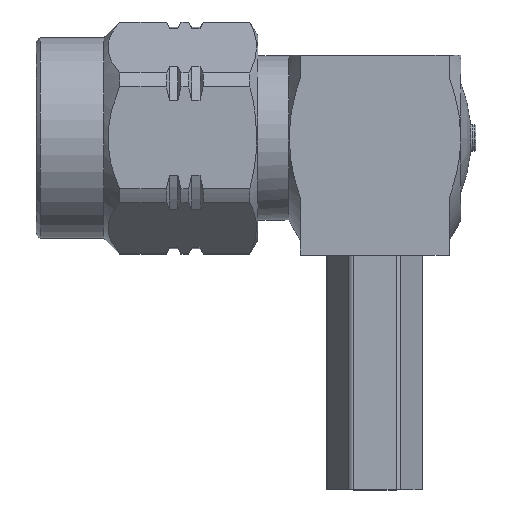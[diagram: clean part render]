
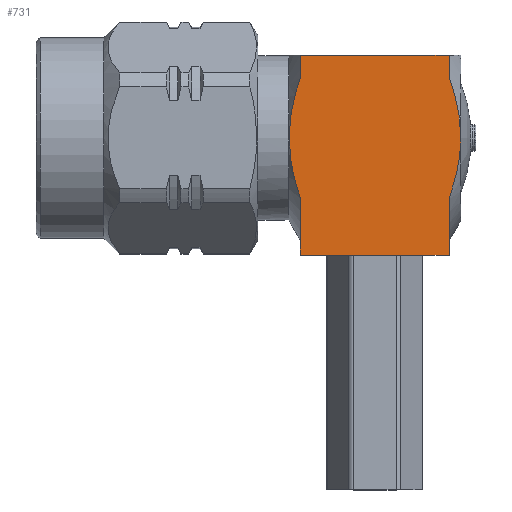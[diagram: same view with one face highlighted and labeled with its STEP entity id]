
A CAD part, top view. The second image highlights one B-rep face of the part: STEP entity #731.
In plain terms, the highlighted planar face has unit normal (0, 0, 1).
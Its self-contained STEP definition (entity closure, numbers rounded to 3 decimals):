
#211 = CARTESIAN_POINT ( 'NONE',  ( 0., 3.175, 3.175 ) ) ;
#212 = DIRECTION ( 'NONE',  ( -1., 0., 0. ) ) ;
#217 = CARTESIAN_POINT ( 'NONE',  ( 0., -4.495, 3.175 ) ) ;
#218 = DIRECTION ( 'NONE',  ( 1., 0., 0. ) ) ;
#221 = CARTESIAN_POINT ( 'NONE',  ( 3.3, 0., 3.175 ) ) ;
#222 = CARTESIAN_POINT ( 'NONE',  ( 3.3, 0.814, 3.175 ) ) ;
#223 = CARTESIAN_POINT ( 'NONE',  ( 2.85, 2.357, 3.175 ) ) ;
#226 = CARTESIAN_POINT ( 'NONE',  ( 3.113, 1.593, 3.175 ) ) ;
#234 = CARTESIAN_POINT ( 'NONE',  ( 2.85, -3.42, 3.175 ) ) ;
#235 = DIRECTION ( 'NONE',  ( 0., -1., 0. ) ) ;
#243 = CARTESIAN_POINT ( 'NONE',  ( 2.85, -2.357, 3.175 ) ) ;
#244 = CARTESIAN_POINT ( 'NONE',  ( 2.981, -1.976, 3.175 ) ) ;
#245 = CARTESIAN_POINT ( 'NONE',  ( 3.254, -0.807, 3.175 ) ) ;
#246 = CARTESIAN_POINT ( 'NONE',  ( 3.094, -1.591, 3.175 ) ) ;
#247 = CARTESIAN_POINT ( 'NONE',  ( 3.3, -0.405, 3.175 ) ) ;
#248 = CARTESIAN_POINT ( 'NONE',  ( 3.3, 0., 3.175 ) ) ;
#249 = CARTESIAN_POINT ( 'NONE',  ( -2.85, -0.66, 3.175 ) ) ;
#250 = DIRECTION ( 'NONE',  ( 0., -1., 0. ) ) ;
#252 = CARTESIAN_POINT ( 'NONE',  ( -2.85, 2.315, 3.175 ) ) ;
#253 = CARTESIAN_POINT ( 'NONE',  ( -2.978, 1.939, 3.175 ) ) ;
#255 = CARTESIAN_POINT ( 'NONE',  ( -3.087, 1.559, 3.175 ) ) ;
#256 = CARTESIAN_POINT ( 'NONE',  ( -3.203, 0.978, 3.175 ) ) ;
#257 = CARTESIAN_POINT ( 'NONE',  ( -3.234, 0.783, 3.175 ) ) ;
#258 = CARTESIAN_POINT ( 'NONE',  ( -3.275, 0.389, 3.175 ) ) ;
#260 = CARTESIAN_POINT ( 'NONE',  ( -3.286, 0.188, 3.175 ) ) ;
#261 = CARTESIAN_POINT ( 'NONE',  ( -3.284, -0.803, 3.175 ) ) ;
#262 = CARTESIAN_POINT ( 'NONE',  ( -3.105, -1.565, 3.175 ) ) ;
#263 = CARTESIAN_POINT ( 'NONE',  ( -2.85, -2.315, 3.175 ) ) ;
#584 = EDGE_CURVE ( 'NONE', #1069, #1070, #2059, .T. ) ;
#586 = EDGE_CURVE ( 'NONE', #2820, #2816, #2058, .T. ) ;
#587 = EDGE_CURVE ( 'NONE', #2821, #1067, #3722, .T. ) ;
#589 = EDGE_CURVE ( 'NONE', #2819, #2816, #2056, .T. ) ;
#592 = EDGE_CURVE ( 'NONE', #2819, #2821, #3724, .T. ) ;
#593 = EDGE_CURVE ( 'NONE', #2814, #2820, #2054, .T. ) ;
#594 = EDGE_CURVE ( 'NONE', #1062, #2814, #3726, .T. ) ;
#724 = EDGE_CURVE ( 'NONE', #1067, #1069, #3149, .T. ) ;
#726 = EDGE_CURVE ( 'NONE', #1070, #1062, #3147, .T. ) ;
#731 = ADVANCED_FACE ( 'NONE', ( #3206 ), #3227, .T. ) ;
#1062 = VERTEX_POINT ( 'NONE', #3393 ) ;
#1067 = VERTEX_POINT ( 'NONE', #3426 ) ;
#1069 = VERTEX_POINT ( 'NONE', #3429 ) ;
#1070 = VERTEX_POINT ( 'NONE', #3432 ) ;
#1492 = AXIS2_PLACEMENT_3D ( 'NONE', #3228, #3229, #3233 ) ;
#1496 = VECTOR ( 'NONE', #3427, 1000. ) ;
#1498 = VECTOR ( 'NONE', #3209, 1000. ) ;
#1938 = ORIENTED_EDGE ( 'NONE', *, *, #724, .T. ) ;
#1946 = ORIENTED_EDGE ( 'NONE', *, *, #594, .T. ) ;
#1957 = ORIENTED_EDGE ( 'NONE', *, *, #592, .T. ) ;
#1961 = ORIENTED_EDGE ( 'NONE', *, *, #726, .T. ) ;
#1962 = ORIENTED_EDGE ( 'NONE', *, *, #589, .F. ) ;
#1965 = ORIENTED_EDGE ( 'NONE', *, *, #586, .T. ) ;
#2010 = ORIENTED_EDGE ( 'NONE', *, *, #593, .T. ) ;
#2017 = ORIENTED_EDGE ( 'NONE', *, *, #584, .T. ) ;
#2020 = ORIENTED_EDGE ( 'NONE', *, *, #587, .T. ) ;
#2054 = LINE ( 'NONE', #249, #2637 ) ;
#2056 = LINE ( 'NONE', #234, #2641 ) ;
#2058 = LINE ( 'NONE', #217, #2646 ) ;
#2059 = LINE ( 'NONE', #211, #2648 ) ;
#2259 = EDGE_LOOP ( 'NONE', ( #1946, #2010, #1965, #1962, #1957, #2020, #1938, #2017, #1961 ) ) ;
#2371 = CARTESIAN_POINT ( 'NONE',  ( -2.85, -2.315, 3.175 ) ) ;
#2373 = CARTESIAN_POINT ( 'NONE',  ( 2.85, -4.495, 3.175 ) ) ;
#2375 = CARTESIAN_POINT ( 'NONE',  ( 2.85, -2.357, 3.175 ) ) ;
#2377 = CARTESIAN_POINT ( 'NONE',  ( -2.85, -4.495, 3.175 ) ) ;
#2378 = CARTESIAN_POINT ( 'NONE',  ( 3.3, 0., 3.175 ) ) ;
#2637 = VECTOR ( 'NONE', #250, 1000. ) ;
#2641 = VECTOR ( 'NONE', #235, 1000. ) ;
#2646 = VECTOR ( 'NONE', #218, 1000. ) ;
#2648 = VECTOR ( 'NONE', #212, 1000. ) ;
#2814 = VERTEX_POINT ( 'NONE', #2371 ) ;
#2816 = VERTEX_POINT ( 'NONE', #2373 ) ;
#2819 = VERTEX_POINT ( 'NONE', #2375 ) ;
#2820 = VERTEX_POINT ( 'NONE', #2377 ) ;
#2821 = VERTEX_POINT ( 'NONE', #2378 ) ;
#3147 = LINE ( 'NONE', #3208, #1498 ) ;
#3149 = LINE ( 'NONE', #3439, #1496 ) ;
#3206 = FACE_OUTER_BOUND ( 'NONE', #2259, .T. ) ;
#3208 = CARTESIAN_POINT ( 'NONE',  ( -2.85, -0.66, 3.175 ) ) ;
#3209 = DIRECTION ( 'NONE',  ( 0., -1., 0. ) ) ;
#3227 = PLANE ( 'NONE',  #1492 ) ;
#3228 = CARTESIAN_POINT ( 'NONE',  ( -3.34, 3.175, 3.175 ) ) ;
#3229 = DIRECTION ( 'NONE',  ( 0., 0., 1. ) ) ;
#3233 = DIRECTION ( 'NONE',  ( 0., -1., 0. ) ) ;
#3393 = CARTESIAN_POINT ( 'NONE',  ( -2.85, 2.315, 3.175 ) ) ;
#3426 = CARTESIAN_POINT ( 'NONE',  ( 2.85, 2.357, 3.175 ) ) ;
#3427 = DIRECTION ( 'NONE',  ( 0., 1., 0. ) ) ;
#3429 = CARTESIAN_POINT ( 'NONE',  ( 2.85, 3.175, 3.175 ) ) ;
#3432 = CARTESIAN_POINT ( 'NONE',  ( -2.85, 3.175, 3.175 ) ) ;
#3439 = CARTESIAN_POINT ( 'NONE',  ( 2.85, -0.66, 3.175 ) ) ;
#3722 = B_SPLINE_CURVE_WITH_KNOTS ( 'NONE', 3,
 ( #221, #222, #226, #223 ),
 .UNSPECIFIED., .F., .F.,
 ( 4, 4 ),
 ( 0., 0.002 ),
 .UNSPECIFIED. ) ;
#3724 = B_SPLINE_CURVE_WITH_KNOTS ( 'NONE', 3,
 ( #243, #244, #246, #245, #247, #248 ),
 .UNSPECIFIED., .F., .F.,
 ( 4, 2, 4 ),
 ( 0., 0.001, 0.002 ),
 .UNSPECIFIED. ) ;
#3726 = B_SPLINE_CURVE_WITH_KNOTS ( 'NONE', 3,
 ( #252, #253, #255, #256, #257, #258, #260, #261, #262, #263 ),
 .UNSPECIFIED., .F., .F.,
 ( 4, 2, 2, 2, 4 ),
 ( 0., 0.001, 0.002, 0.002, 0.005 ),
 .UNSPECIFIED. ) ;
